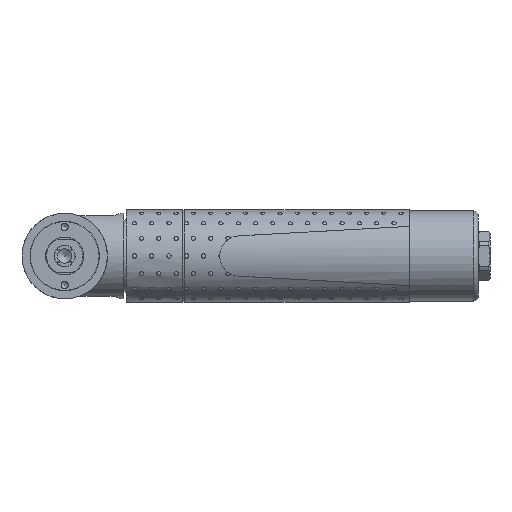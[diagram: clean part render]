
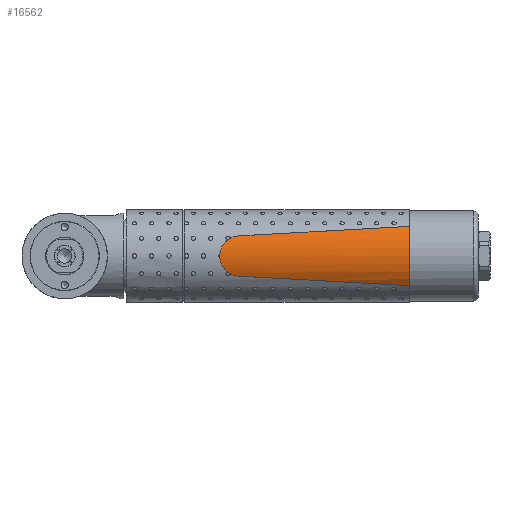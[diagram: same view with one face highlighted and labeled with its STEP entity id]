
A CAD part, front view. The second image highlights one B-rep face of the part: STEP entity #16562.
In plain terms, the highlighted cylindrical face has radius 20 mm (diameter 40 mm), a partial arc.
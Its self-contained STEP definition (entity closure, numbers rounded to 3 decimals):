
#264=CARTESIAN_POINT('',(9.,-15.612,12.5));
#265=VERTEX_POINT('',#264);
#272=CARTESIAN_POINT('',(9.,-15.612,-12.5));
#273=VERTEX_POINT('',#272);
#274=CARTESIAN_POINT('',(9.,0.,0.));
#275=DIRECTION('',(-1.0,0.0,0.0));
#276=DIRECTION('',(0.0,-0.781,0.625));
#277=AXIS2_PLACEMENT_3D('',#274,#275,#276);
#278=CIRCLE('',#277,20.);
#279=EDGE_CURVE('',#273,#265,#278,.T.);
#14616=CARTESIAN_POINT('',(-62.973,-18.11,-8.487));
#14617=VERTEX_POINT('',#14616);
#14624=CARTESIAN_POINT('',(-62.973,-18.11,8.487));
#14625=VERTEX_POINT('',#14624);
#14626=CARTESIAN_POINT('',(-62.973,-18.11,8.487));
#14627=CARTESIAN_POINT('',(-63.784,-18.131,8.442));
#14628=CARTESIAN_POINT('',(-64.617,-18.211,8.275));
#14629=CARTESIAN_POINT('',(-65.404,-18.335,7.989));
#14630=CARTESIAN_POINT('',(-66.25,-18.469,7.681));
#14631=CARTESIAN_POINT('',(-67.045,-18.654,7.236));
#14632=CARTESIAN_POINT('',(-67.731,-18.845,6.7));
#14633=CARTESIAN_POINT('',(-68.018,-18.924,6.476));
#14634=CARTESIAN_POINT('',(-68.284,-19.004,6.239));
#14635=CARTESIAN_POINT('',(-68.532,-19.082,5.988));
#14636=CARTESIAN_POINT('',(-68.829,-19.176,5.69));
#14637=CARTESIAN_POINT('',(-69.108,-19.271,5.364));
#14638=CARTESIAN_POINT('',(-69.365,-19.362,5.012));
#14639=CARTESIAN_POINT('',(-69.862,-19.538,4.332));
#14640=CARTESIAN_POINT('',(-70.269,-19.699,3.556));
#14641=CARTESIAN_POINT('',(-70.547,-19.812,2.738));
#14642=CARTESIAN_POINT('',(-70.8,-19.914,1.995));
#14643=CARTESIAN_POINT('',(-70.947,-19.977,1.217));
#14644=CARTESIAN_POINT('',(-70.988,-19.995,0.459));
#14645=CARTESIAN_POINT('',(-71.011,-20.005,0.033));
#14646=CARTESIAN_POINT('',(-71.002,-20.001,-0.385));
#14647=CARTESIAN_POINT('',(-70.961,-19.983,-0.813));
#14648=CARTESIAN_POINT('',(-70.881,-19.95,-1.643));
#14649=CARTESIAN_POINT('',(-70.673,-19.861,-2.486));
#14650=CARTESIAN_POINT('',(-70.345,-19.73,-3.272));
#14651=CARTESIAN_POINT('',(-70.048,-19.612,-3.984));
#14652=CARTESIAN_POINT('',(-69.653,-19.461,-4.652));
#14653=CARTESIAN_POINT('',(-69.193,-19.301,-5.24));
#14654=CARTESIAN_POINT('',(-68.982,-19.228,-5.51));
#14655=CARTESIAN_POINT('',(-68.758,-19.154,-5.762));
#14656=CARTESIAN_POINT('',(-68.524,-19.08,-5.997));
#14657=CARTESIAN_POINT('',(-68.291,-19.006,-6.231));
#14658=CARTESIAN_POINT('',(-68.042,-18.931,-6.454));
#14659=CARTESIAN_POINT('',(-67.775,-18.857,-6.665));
#14660=CARTESIAN_POINT('',(-67.109,-18.671,-7.192));
#14661=CARTESIAN_POINT('',(-66.34,-18.489,-7.634));
#14662=CARTESIAN_POINT('',(-65.519,-18.354,-7.946));
#14663=CARTESIAN_POINT('',(-64.747,-18.227,-8.239));
#14664=CARTESIAN_POINT('',(-63.929,-18.142,-8.418));
#14665=CARTESIAN_POINT('',(-63.127,-18.115,-8.477));
#14666=CARTESIAN_POINT('',(-63.075,-18.113,-8.481));
#14667=CARTESIAN_POINT('',(-63.024,-18.111,-8.484));
#14668=CARTESIAN_POINT('',(-62.973,-18.11,-8.487));
#14669=B_SPLINE_CURVE_WITH_KNOTS('',3,(#14626,#14627,#14628,#14629,#14630,#14631,#14632,#14633,#14634,#14635,#14636,#14637,#14638,#14639,#14640,#14641,#14642,#14643,#14644,#14645,#14646,#14647,#14648,#14649,#14650,#14651,#14652,#14653,#14654,#14655,#14656,#14657,#14658,#14659,#14660,#14661,#14662,#14663,#14664,#14665,#14666,#14667,#14668),.UNSPECIFIED.,.F.,.U.,(4,3,3,3,3,3,3,3,3,3,3,3,3,3,4),(2.645,2.885,3.143,3.251,3.379,3.627,3.851,3.977,4.221,4.442,4.544,4.645,4.897,5.134,5.149),.UNSPECIFIED.);
#14670=EDGE_CURVE('',#14625,#14617,#14669,.T.);
#16539=CARTESIAN_POINT('',(9.,0.,0.));
#16540=DIRECTION('',(-1.0,0.0,0.0));
#16541=DIRECTION('',(0.0,-0.781,0.625));
#16542=AXIS2_PLACEMENT_3D('',#16539,#16540,#16541);
#16543=CYLINDRICAL_SURFACE('',#16542,20.);
#16544=CARTESIAN_POINT('',(-215.177,0.,0.));
#16545=DIRECTION('',(0.056,0.,0.998));
#16546=DIRECTION('',(-0.998,0.,0.056));
#16547=AXIS2_PLACEMENT_3D('',#16544,#16545,#16546);
#16548=ELLIPSE('',#16547,359.241,20.0);
#16549=EDGE_CURVE('',#14617,#273,#16548,.T.);
#16550=ORIENTED_EDGE('',*,*,#16549,.T.);
#16551=ORIENTED_EDGE('',*,*,#279,.T.);
#16552=CARTESIAN_POINT('',(-215.177,0.,0.));
#16553=DIRECTION('',(0.056,0.,-0.998));
#16554=DIRECTION('',(0.998,0.,0.056));
#16555=AXIS2_PLACEMENT_3D('',#16552,#16553,#16554);
#16556=ELLIPSE('',#16555,359.241,20.0);
#16557=EDGE_CURVE('',#265,#14625,#16556,.T.);
#16558=ORIENTED_EDGE('',*,*,#16557,.T.);
#16559=ORIENTED_EDGE('',*,*,#14670,.T.);
#16560=EDGE_LOOP('',(#16550,#16551,#16558,#16559));
#16561=FACE_OUTER_BOUND('',#16560,.T.);
#16562=ADVANCED_FACE('',(#16561),#16543,.T.);
